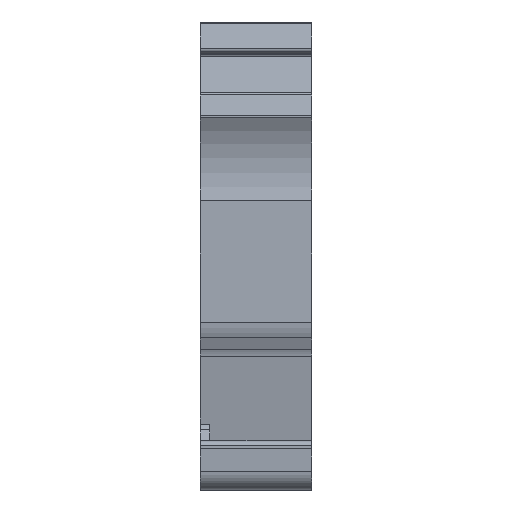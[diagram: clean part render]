
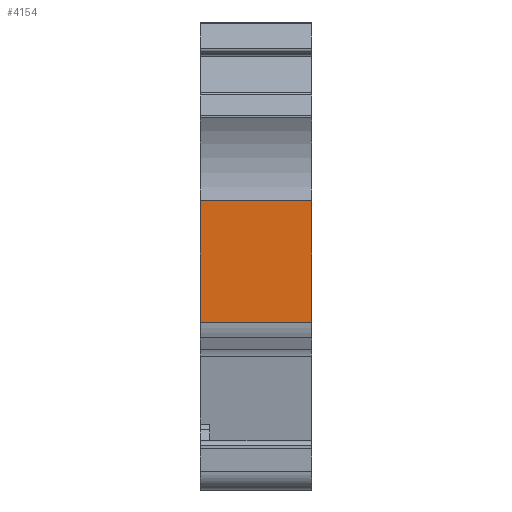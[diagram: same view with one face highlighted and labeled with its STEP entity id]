
A CAD part, left-side view. The second image highlights one B-rep face of the part: STEP entity #4154.
In plain terms, the highlighted planar face has unit normal (-1, 0, 0).
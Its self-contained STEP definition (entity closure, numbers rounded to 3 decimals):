
#905=ORIENTED_EDGE('',*,*,#1949,.F.);
#906=ORIENTED_EDGE('',*,*,#1950,.F.);
#907=ORIENTED_EDGE('',*,*,#1951,.T.);
#908=ORIENTED_EDGE('',*,*,#1722,.T.);
#1722=EDGE_CURVE('',#2281,#2280,#2677,.T.);
#1949=EDGE_CURVE('',#2425,#2280,#2844,.T.);
#1950=EDGE_CURVE('',#2426,#2425,#2845,.T.);
#1951=EDGE_CURVE('',#2426,#2281,#2846,.T.);
#2280=VERTEX_POINT('',#6318);
#2281=VERTEX_POINT('',#6320);
#2425=VERTEX_POINT('',#6774);
#2426=VERTEX_POINT('',#6776);
#2677=LINE('',#6319,#3128);
#2844=LINE('',#6773,#3295);
#2845=LINE('',#6775,#3296);
#2846=LINE('',#6777,#3297);
#3128=VECTOR('',#5060,1000.);
#3295=VECTOR('',#5497,1000.);
#3296=VECTOR('',#5498,1000.);
#3297=VECTOR('',#5499,1000.);
#3561=EDGE_LOOP('',(#905,#906,#907,#908));
#3791=FACE_BOUND('',#3561,.T.);
#3955=PLANE('',#4510);
#4154=ADVANCED_FACE('',(#3791),#3955,.F.);
#4510=AXIS2_PLACEMENT_3D('',#6772,#5495,#5496);
#5060=DIRECTION('',(0.,-1.,0.));
#5495=DIRECTION('',(1.,0.,0.));
#5496=DIRECTION('',(0.,0.,-1.));
#5497=DIRECTION('',(0.,0.,-1.));
#5498=DIRECTION('',(0.,-1.,0.));
#5499=DIRECTION('',(0.,0.,-1.));
#6318=CARTESIAN_POINT('',(-40.5,-5.6,1.194));
#6319=CARTESIAN_POINT('',(-40.5,114.317,1.194));
#6320=CARTESIAN_POINT('',(-40.5,6.4,1.194));
#6772=CARTESIAN_POINT('',(-40.5,-5.6,33.6));
#6773=CARTESIAN_POINT('',(-40.5,-5.6,33.6));
#6774=CARTESIAN_POINT('',(-40.5,-5.6,14.311));
#6775=CARTESIAN_POINT('',(-40.5,6.4,14.311));
#6776=CARTESIAN_POINT('',(-40.5,6.4,14.311));
#6777=CARTESIAN_POINT('',(-40.5,6.4,33.6));
